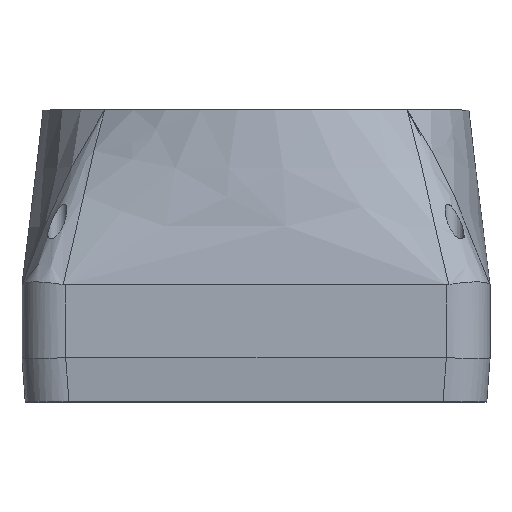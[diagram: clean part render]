
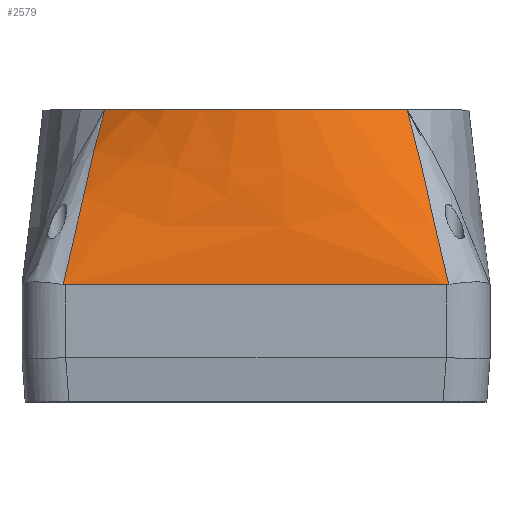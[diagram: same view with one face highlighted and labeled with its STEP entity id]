
A CAD part, top view. The second image highlights one B-rep face of the part: STEP entity #2579.
In plain terms, the highlighted free-form (B-spline) face has degree [3, 3] with [7, 4] control points.
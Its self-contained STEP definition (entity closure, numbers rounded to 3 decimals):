
#22=B_SPLINE_SURFACE_WITH_KNOTS('',3,3,((#5014,#5015,#5016,#5017),(#5018,
#5019,#5020,#5021),(#5022,#5023,#5024,#5025),(#5026,#5027,#5028,#5029),
(#5030,#5031,#5032,#5033),(#5034,#5035,#5036,#5037),(#5038,#5039,#5040,
#5041)),.UNSPECIFIED.,.F.,.F.,.F.,(4,1,1,1,4),(4,4),(0.,0.286,
0.571,0.857,1.),(0.,1.),.UNSPECIFIED.);
#59=B_SPLINE_CURVE_WITH_KNOTS('',3,(#4669,#4670,#4671,#4672,#4673,#4674,
#4675),.UNSPECIFIED.,.F.,.F.,(4,3,4),(-1.976,-1.932,
-1.842),.UNSPECIFIED.);
#61=B_SPLINE_CURVE_WITH_KNOTS('',3,(#4752,#4753,#4754,#4755,#4756,#4757,
#4758,#4759,#4760,#4761,#4762),.UNSPECIFIED.,.F.,.F.,(4,1,1,1,1,1,2,4),
(0.007,1.242,2.569,3.232,
3.895,5.222,6.549,6.551),
 .UNSPECIFIED.);
#64=B_SPLINE_CURVE_WITH_KNOTS('',3,(#4798,#4799,#4800,#4801,#4802,#4803,
#4804),.UNSPECIFIED.,.F.,.F.,(4,3,4),(-6.63,-6.609,
-6.539),.UNSPECIFIED.);
#66=B_SPLINE_CURVE_WITH_KNOTS('',3,(#4892,#4893,#4894,#4895,#4896,#4897,
#4898,#4899,#4900,#4901,#4902,#4903),.UNSPECIFIED.,.F.,.F.,(4,2,1,1,1,1,
1,1,4),(-6.553,-6.55,-5.887,-5.223,
-4.56,-3.896,-2.569,-1.242,
-0.008),.UNSPECIFIED.);
#224=CIRCLE('',#2819,73.278);
#354=FACE_OUTER_BOUND('',#518,.T.);
#518=EDGE_LOOP('',(#2341,#2342,#2343,#2344,#2345,#2346));
#726=LINE('',#4907,#969);
#969=VECTOR('',#3428,10.);
#1215=VERTEX_POINT('',#4527);
#1226=VERTEX_POINT('',#4666);
#1227=VERTEX_POINT('',#4668);
#1230=VERTEX_POINT('',#4771);
#1235=VERTEX_POINT('',#4787);
#1236=VERTEX_POINT('',#4879);
#1566=EDGE_CURVE('',#1226,#1227,#59,.T.);
#1568=EDGE_CURVE('',#1227,#1215,#61,.T.);
#1578=EDGE_CURVE('',#1235,#1230,#64,.T.);
#1581=EDGE_CURVE('',#1236,#1235,#66,.T.);
#1583=EDGE_CURVE('',#1230,#1226,#726,.T.);
#1623=EDGE_CURVE('',#1215,#1236,#224,.T.);
#2341=ORIENTED_EDGE('',*,*,#1566,.F.);
#2342=ORIENTED_EDGE('',*,*,#1583,.F.);
#2343=ORIENTED_EDGE('',*,*,#1578,.F.);
#2344=ORIENTED_EDGE('',*,*,#1581,.F.);
#2345=ORIENTED_EDGE('',*,*,#1623,.F.);
#2346=ORIENTED_EDGE('',*,*,#1568,.F.);
#2579=ADVANCED_FACE('',(#354),#22,.T.);
#2819=AXIS2_PLACEMENT_3D('',#5042,#3506,#3507);
#3428=DIRECTION('',(-1.,0.,0.));
#3506=DIRECTION('center_axis',(0.,1.,0.));
#3507=DIRECTION('ref_axis',(1.,0.,0.));
#4527=CARTESIAN_POINT('',(-51.837,220.,51.816));
#4666=CARTESIAN_POINT('',(-65.2,160.,80.2));
#4668=CARTESIAN_POINT('',(-66.08,160.071,80.174));
#4669=CARTESIAN_POINT('Ctrl Pts',(-65.2,160.,80.2));
#4670=CARTESIAN_POINT('Ctrl Pts',(-65.297,160.,80.2));
#4671=CARTESIAN_POINT('Ctrl Pts',(-65.394,160.003,80.199));
#4672=CARTESIAN_POINT('Ctrl Pts',(-65.491,160.008,80.197));
#4673=CARTESIAN_POINT('Ctrl Pts',(-65.689,160.019,80.193));
#4674=CARTESIAN_POINT('Ctrl Pts',(-65.885,160.04,80.186));
#4675=CARTESIAN_POINT('Ctrl Pts',(-66.08,160.071,80.174));
#4752=CARTESIAN_POINT('Ctrl Pts',(-66.08,160.071,80.174));
#4753=CARTESIAN_POINT('Ctrl Pts',(-65.144,163.902,78.785));
#4754=CARTESIAN_POINT('Ctrl Pts',(-63.241,171.854,75.824));
#4755=CARTESIAN_POINT('Ctrl Pts',(-60.958,181.868,71.788));
#4756=CARTESIAN_POINT('Ctrl Pts',(-59.135,190.078,68.178));
#4757=CARTESIAN_POINT('Ctrl Pts',(-57.324,198.251,64.342));
#4758=CARTESIAN_POINT('Ctrl Pts',(-55.038,208.356,59.057));
#4759=CARTESIAN_POINT('Ctrl Pts',(-52.98,216.167,54.297));
#4760=CARTESIAN_POINT('Ctrl Pts',(-51.842,219.984,51.826));
#4761=CARTESIAN_POINT('Ctrl Pts',(-51.84,219.992,51.821));
#4762=CARTESIAN_POINT('Ctrl Pts',(-51.837,220.,51.816));
#4771=CARTESIAN_POINT('',(65.2,160.,80.2));
#4787=CARTESIAN_POINT('',(66.08,160.071,80.174));
#4798=CARTESIAN_POINT('Ctrl Pts',(66.08,160.071,80.174));
#4799=CARTESIAN_POINT('Ctrl Pts',(66.013,160.06,80.178));
#4800=CARTESIAN_POINT('Ctrl Pts',(65.945,160.051,80.182));
#4801=CARTESIAN_POINT('Ctrl Pts',(65.877,160.042,80.185));
#4802=CARTESIAN_POINT('Ctrl Pts',(65.652,160.014,80.195));
#4803=CARTESIAN_POINT('Ctrl Pts',(65.426,160.,80.2));
#4804=CARTESIAN_POINT('Ctrl Pts',(65.2,160.,80.2));
#4879=CARTESIAN_POINT('',(51.794,220.,51.816));
#4892=CARTESIAN_POINT('Ctrl Pts',(51.794,220.,51.816));
#4893=CARTESIAN_POINT('Ctrl Pts',(51.796,219.992,51.821));
#4894=CARTESIAN_POINT('Ctrl Pts',(51.799,219.984,51.826));
#4895=CARTESIAN_POINT('Ctrl Pts',(52.37,218.072,53.064));
#4896=CARTESIAN_POINT('Ctrl Pts',(53.457,214.215,55.488));
#4897=CARTESIAN_POINT('Ctrl Pts',(54.961,208.304,58.957));
#4898=CARTESIAN_POINT('Ctrl Pts',(56.379,202.292,62.23));
#4899=CARTESIAN_POINT('Ctrl Pts',(58.21,194.178,66.325));
#4900=CARTESIAN_POINT('Ctrl Pts',(60.473,183.924,70.959));
#4901=CARTESIAN_POINT('Ctrl Pts',(63.234,171.852,75.825));
#4902=CARTESIAN_POINT('Ctrl Pts',(65.141,163.901,78.786));
#4903=CARTESIAN_POINT('Ctrl Pts',(66.08,160.071,80.174));
#4907=CARTESIAN_POINT('',(-78.5,160.,80.2));
#5014=CARTESIAN_POINT('Ctrl Pts',(-80.2,160.,80.2));
#5015=CARTESIAN_POINT('Ctrl Pts',(-70.746,180.,70.739));
#5016=CARTESIAN_POINT('Ctrl Pts',(-61.292,200.,61.277));
#5017=CARTESIAN_POINT('Ctrl Pts',(-51.837,220.,51.816));
#5018=CARTESIAN_POINT('Ctrl Pts',(-64.924,160.,80.2));
#5019=CARTESIAN_POINT('Ctrl Pts',(-57.98,180.,73.324));
#5020=CARTESIAN_POINT('Ctrl Pts',(-51.029,200.,66.443));
#5021=CARTESIAN_POINT('Ctrl Pts',(-44.086,220.,59.567));
#5022=CARTESIAN_POINT('Ctrl Pts',(-34.371,160.,80.2));
#5023=CARTESIAN_POINT('Ctrl Pts',(-31.264,180.,77.31));
#5024=CARTESIAN_POINT('Ctrl Pts',(-28.159,200.,74.418));
#5025=CARTESIAN_POINT('Ctrl Pts',(-25.051,220.,71.528));
#5026=CARTESIAN_POINT('Ctrl Pts',(11.457,160.,80.2));
#5027=CARTESIAN_POINT('Ctrl Pts',(10.459,180.,78.569));
#5028=CARTESIAN_POINT('Ctrl Pts',(9.465,200.,76.94));
#5029=CARTESIAN_POINT('Ctrl Pts',(8.466,220.,75.309));
#5030=CARTESIAN_POINT('Ctrl Pts',(49.648,160.,80.2));
#5031=CARTESIAN_POINT('Ctrl Pts',(44.763,180.,75.476));
#5032=CARTESIAN_POINT('Ctrl Pts',(39.874,200.,70.748));
#5033=CARTESIAN_POINT('Ctrl Pts',(34.989,220.,66.024));
#5034=CARTESIAN_POINT('Ctrl Pts',(72.562,160.,80.2));
#5035=CARTESIAN_POINT('Ctrl Pts',(64.346,180.,72.028));
#5036=CARTESIAN_POINT('Ctrl Pts',(56.134,200.,63.863));
#5037=CARTESIAN_POINT('Ctrl Pts',(47.918,220.,55.691));
#5038=CARTESIAN_POINT('Ctrl Pts',(80.2,160.,80.2));
#5039=CARTESIAN_POINT('Ctrl Pts',(70.731,180.,70.739));
#5040=CARTESIAN_POINT('Ctrl Pts',(61.263,200.,61.277));
#5041=CARTESIAN_POINT('Ctrl Pts',(51.794,220.,51.816));
#5042=CARTESIAN_POINT('Origin',(-0.022,220.,0.));
